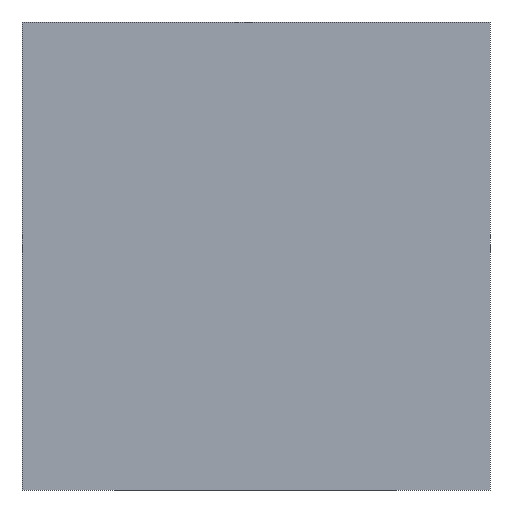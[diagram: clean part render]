
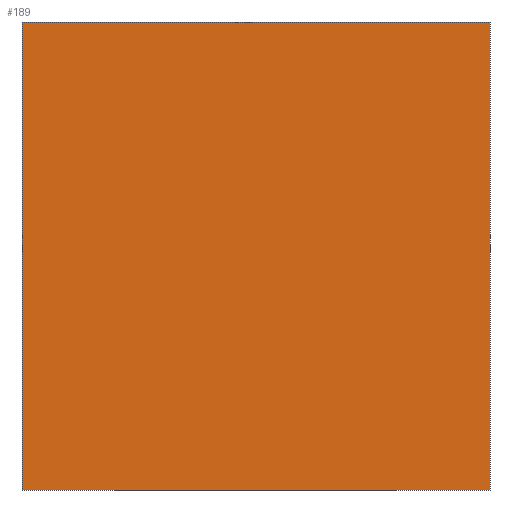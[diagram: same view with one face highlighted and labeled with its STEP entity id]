
A CAD part, front view. The second image highlights one B-rep face of the part: STEP entity #189.
In plain terms, the highlighted planar face has unit normal (0, -1, 0).
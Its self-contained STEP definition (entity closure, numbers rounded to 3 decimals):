
#23=FACE_OUTER_BOUND($,#31,.T.);
#31=EDGE_LOOP($,(#149,#150,#151,#152));
#49=LINE($,#281,#73);
#56=LINE($,#294,#80);
#57=LINE($,#296,#81);
#58=LINE($,#297,#82);
#73=VECTOR($,#228,10.);
#80=VECTOR($,#241,10.);
#81=VECTOR($,#242,10.);
#82=VECTOR($,#243,10.);
#95=VERTEX_POINT($,#278);
#96=VERTEX_POINT($,#280);
#99=VERTEX_POINT($,#293);
#100=VERTEX_POINT($,#295);
#113=EDGE_CURVE($,#96,#95,#49,.T.);
#120=EDGE_CURVE($,#95,#99,#56,.T.);
#121=EDGE_CURVE($,#100,#99,#57,.T.);
#122=EDGE_CURVE($,#96,#100,#58,.T.);
#149=ORIENTED_EDGE($,*,*,#120,.T.);
#150=ORIENTED_EDGE($,*,*,#121,.F.);
#151=ORIENTED_EDGE($,*,*,#122,.F.);
#152=ORIENTED_EDGE($,*,*,#113,.T.);
#179=PLANE($,#202);
#189=ADVANCED_FACE($,(#23),#179,.T.);
#202=AXIS2_PLACEMENT_3D($,#292,#239,#240);
#228=DIRECTION($,(0.,0.,1.));
#239=DIRECTION('center_axis',(0.,-1.,0.));
#240=DIRECTION('ref_axis',(0.,0.,-1.));
#241=DIRECTION($,(-1.,0.,0.));
#242=DIRECTION($,(0.,0.,1.));
#243=DIRECTION($,(-1.,0.,0.));
#278=CARTESIAN_POINT('',(5.,-5.,10.));
#280=CARTESIAN_POINT('',(5.,-5.,0.));
#281=CARTESIAN_POINT($,(5.,-5.,0.));
#292=CARTESIAN_POINT('Origin',(5.,-5.,0.));
#293=CARTESIAN_POINT('',(-5.,-5.,10.));
#294=CARTESIAN_POINT($,(2.5,-5.,10.));
#295=CARTESIAN_POINT('',(-5.,-5.,0.));
#296=CARTESIAN_POINT($,(-5.,-5.,0.));
#297=CARTESIAN_POINT($,(2.5,-5.,0.));
